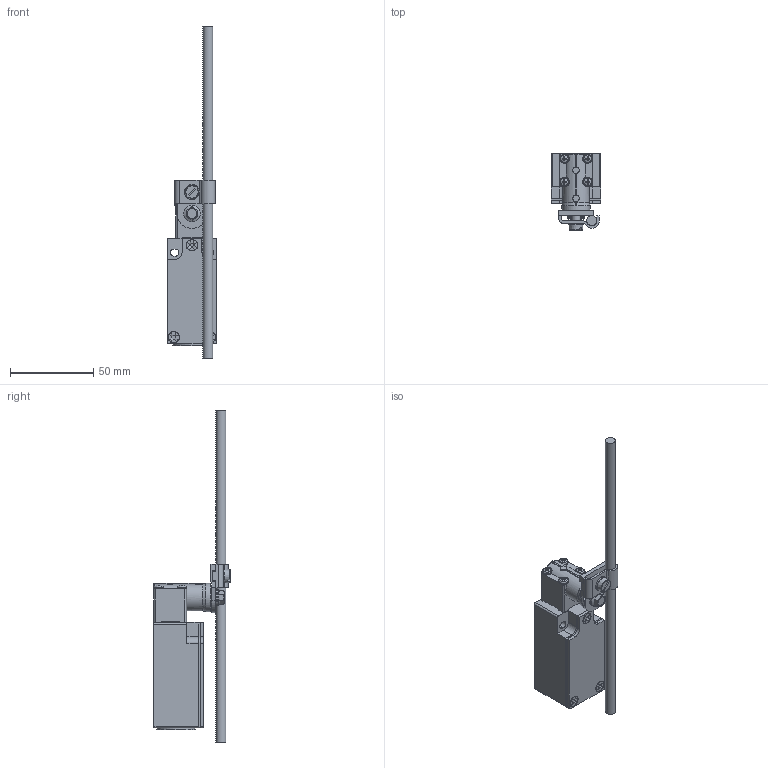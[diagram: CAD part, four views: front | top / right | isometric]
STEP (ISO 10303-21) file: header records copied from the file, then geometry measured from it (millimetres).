
FILE_DESCRIPTION (( 'STEP AP214' ), '1' );
FILE_NAME ('ZV10H-235-02Z.STEP', '2021-01-18T20:13:01', ( '' ), ( '' ), 'SwSTEP 2.0', 'SolidWorks 2019', '' );
FILE_SCHEMA (( 'AUTOMOTIVE_DESIGN' ));
Length unit declared in the file: inch
Products named in the file (1): ZV10H-235-02Z
Bounding box: 30 x 46.2 x 200 mm (x, y, z)
Volume: 71630.9 mm3; surface area: 20804.8 mm2
Topology: 2 solids, 3 shells, 593 faces, 1448 edges, 881 vertices
Faces by surface type: plane 477, cylinder 91, cone 13, bspline 12
Full cylindrical faces by diameter (mm): 2.4 x4, 3.2 x4, 3.9 x1, 5 x1, 5.407 x4, 5.607 x4, 6 x2, 6.5 x3, 7 x3, 9 x1, 10 x3, 13 x1, 13.8 x1, 13.85 x1, 16.995 x1, 19 x1, 23 x1
Entity records: 24925 total; most frequent: CARTESIAN_POINT 3626, ORIENTED_EDGE 2778, DIRECTION 2665, EDGE_CURVE 1389, LINE 1091, VECTOR 1091, VERTEX_POINT 874, AXIS2_PLACEMENT_3D 787
